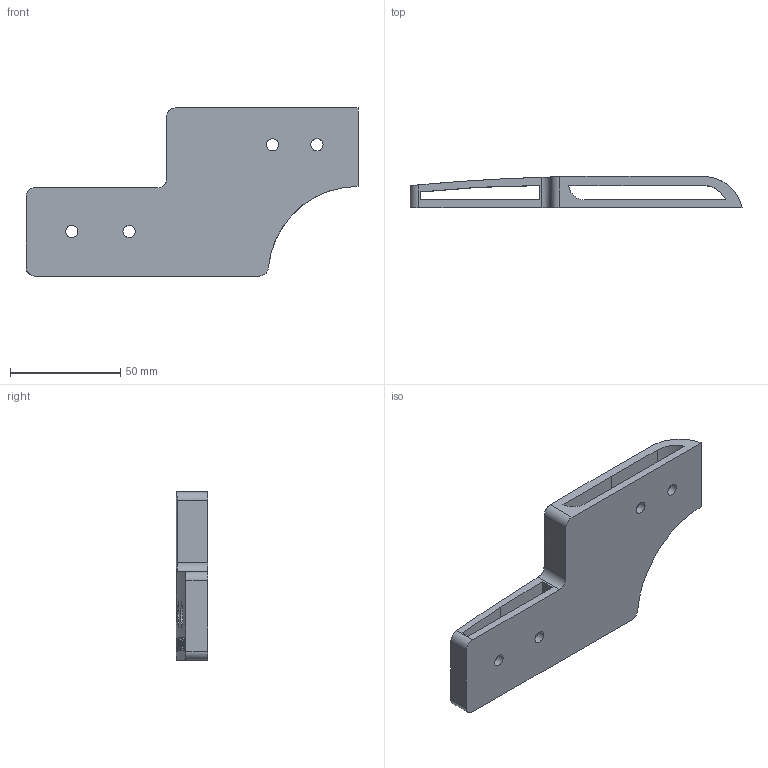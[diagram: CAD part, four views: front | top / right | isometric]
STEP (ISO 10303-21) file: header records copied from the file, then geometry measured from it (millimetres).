
FILE_DESCRIPTION(('FreeCAD Model'),'2;1');
FILE_NAME('Open CASCADE Shape Model','2025-05-12T21:47:07',('Author'),( ''),'Open CASCADE STEP processor 7.8','FreeCAD','Unknown');
FILE_SCHEMA(('AUTOMOTIVE_DESIGN { 1 0 10303 214 1 1 1 1 }'));
Length unit declared in the file: millimetre
Products named in the file (1): Body
Bounding box: 150.56 x 14.2 x 76.2 mm (x, y, z)
Volume: 62018.6 mm3; surface area: 33753.9 mm2
Topology: 1 solids, 1 shells, 146 faces, 408 edges, 272 vertices
Faces by surface type: plane 111, cylinder 22, extrusion 13
Full cylindrical faces by diameter (mm): 5.54 x4, 12 x4
Entity records: 5578 total; most frequent: CARTESIAN_POINT 1697, ORIENTED_EDGE 816, DIRECTION 779, EDGE_CURVE 408, VERTEX_POINT 272, AXIS2_PLACEMENT_3D 260, VECTOR 259, LINE 246
